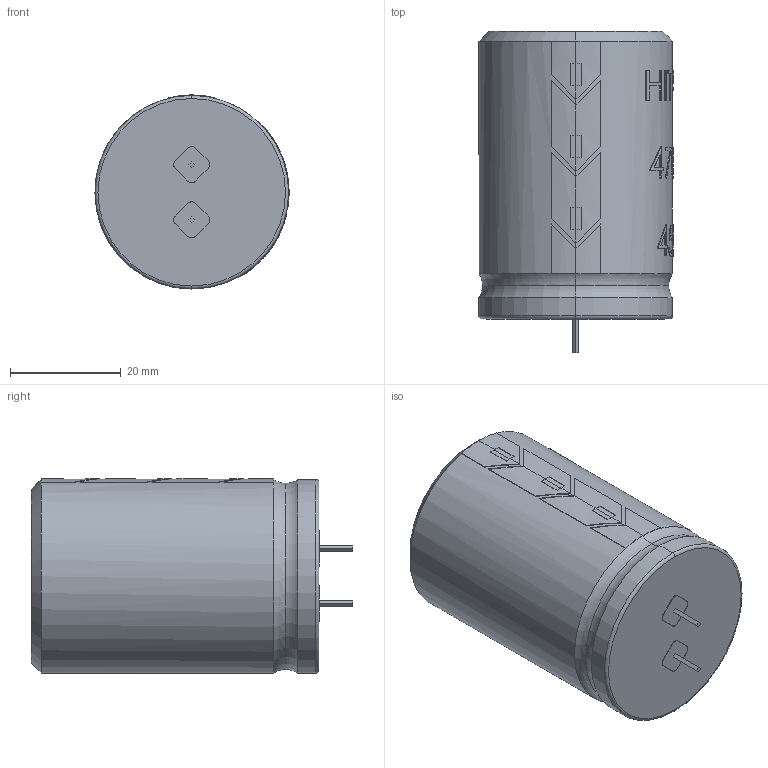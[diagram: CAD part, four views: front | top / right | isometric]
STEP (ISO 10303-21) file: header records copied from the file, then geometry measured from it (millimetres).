
FILE_DESCRIPTION (( 'STEP AP214' ), '1' );
FILE_NAME ('HITANO 470uF 450V EHP 105C (N).STEP', '2022-12-23T23:58:29', ( '' ), ( '' ), 'SwSTEP 2.0', 'SolidWorks 2021', '' );
FILE_SCHEMA (( 'AUTOMOTIVE_DESIGN' ));
Length unit declared in the file: millimetre
Products named in the file (1): HITANO 470uF 450V EHP 105C (N)
Bounding box: 35.1 x 58.1 x 35.1 mm (x, y, z)
Volume: 49696.8 mm3; surface area: 7616.9 mm2
Topology: 1 solids, 1 shells, 259 faces, 687 edges, 455 vertices
Faces by surface type: plane 162, cylinder 49, bspline 40, torus 6, cone 2
Entity records: 13520 total; most frequent: CARTESIAN_POINT 4540, ORIENTED_EDGE 1374, DIRECTION 1135, EDGE_CURVE 687, VERTEX_POINT 455, AXIS2_PLACEMENT_3D 388, VECTOR 359, LINE 359
